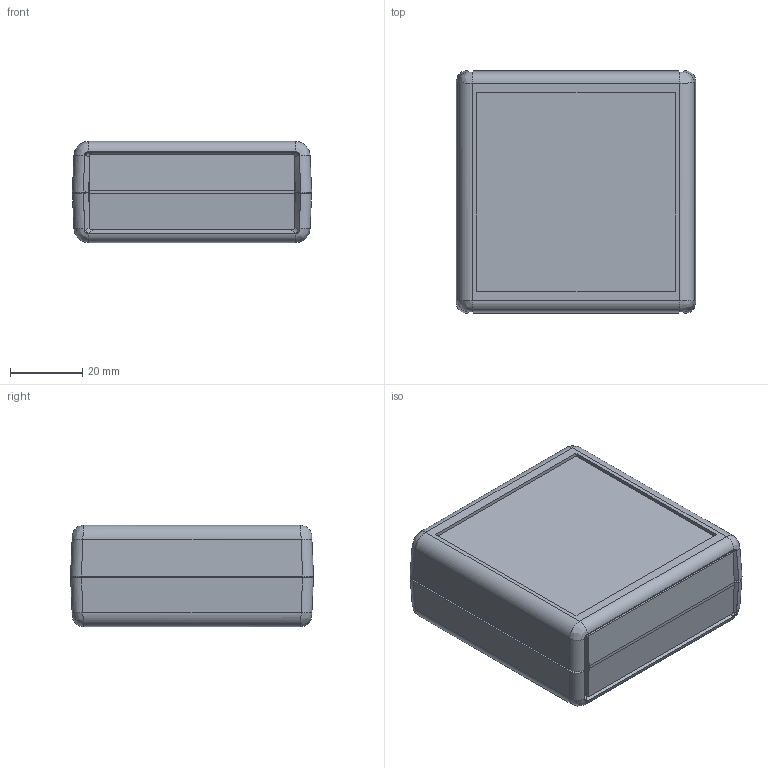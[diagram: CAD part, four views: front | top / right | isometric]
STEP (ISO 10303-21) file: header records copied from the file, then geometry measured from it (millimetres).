
FILE_DESCRIPTION(/* description */ (''),/* implementation_level */ '2;1');
FILE_NAME(/* name */ '1593K.iam.stp',/* time_stamp */ '2016-04-25T15:45:16-04:00',/* author */ ('Lynn'),/* organization */ (''),/* preprocessor_version */ 'ST-DEVELOPER v16.1',/* originating_system */ 'Autodesk Inventor 2016',/* authorisation */ '');
FILE_SCHEMA (('AUTOMOTIVE_DESIGN { 1 0 10303 214 3 1 1 }'));
Products named in the file (7): 1593K BOTTOM; 1593K Top; 1593K-L-P-Q-X-Y Flat endplate; 1593K-L-P-Q-X-Y Contoured Endplate; #17037; 1593K PCB; 1593K
Assembly tree (7 placements, depth 2):
  #17037
  1593K
    1593K BOTTOM
    1593K Top
    1593K-L-P-Q-X-Y Flat endplate  x2
    1593K-L-P-Q-X-Y Contoured Endplate  x2
    1593K PCB
Bounding box: 66.22 x 67.22 x 28 mm (x, y, z)
Volume: 47145.8 mm3; surface area: 47729.1 mm2
Topology: 9 solids, 9 shells, 572 faces, 1515 edges, 1004 vertices
Faces by surface type: plane 336, bspline 108, cylinder 90, cone 32, torus 4, sphere 2
Full cylindrical faces by diameter (mm): 2.25 x4, 2.5 x6, 2.845 x2, 3 x4, 3.2 x4, 6 x2
Entity records: 17030 total; most frequent: CARTESIAN_POINT 5261, ORIENTED_EDGE 2560, DIRECTION 2050, EDGE_CURVE 1280, VERTEX_POINT 866, LINE 776, VECTOR 776, AXIS2_PLACEMENT_3D 637
